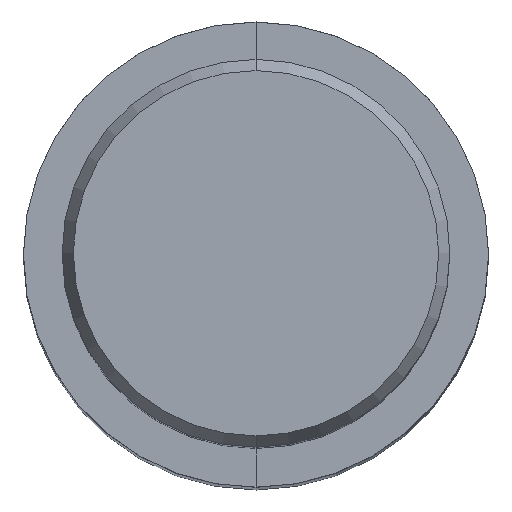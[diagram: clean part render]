
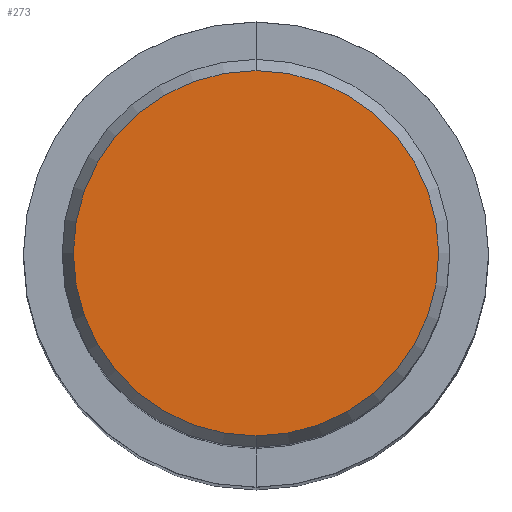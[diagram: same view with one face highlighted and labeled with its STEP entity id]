
A CAD part, top view. The second image highlights one B-rep face of the part: STEP entity #273.
In plain terms, the highlighted planar face has unit normal (0, 0, 1).
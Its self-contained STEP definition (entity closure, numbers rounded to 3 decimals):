
#133=EDGE_CURVE('',#283,#221,#337,.T.);
#221=VERTEX_POINT('',#442);
#273=ADVANCED_FACE('',(#500),#501,.T.);
#283=VERTEX_POINT('',#511);
#295=EDGE_CURVE('',#221,#283,#523,.T.);
#337=CIRCLE('',#563,14.958);
#442=CARTESIAN_POINT('',(0.0,14.958,0.01));
#500=FACE_OUTER_BOUND('',#768,.T.);
#501=PLANE('',#769);
#511=CARTESIAN_POINT('',(0.,-14.958,0.01));
#523=CIRCLE('',#796,14.958);
#563=AXIS2_PLACEMENT_3D('',#830,#831,#832);
#768=EDGE_LOOP('',(#1060,#1061));
#769=AXIS2_PLACEMENT_3D('',#1062,#1063,#1064);
#796=AXIS2_PLACEMENT_3D('',#1067,#1068,#1069);
#830=CARTESIAN_POINT('',(0.0,0.0,0.01));
#831=DIRECTION('',(0.0,0.0,-1.0));
#832=DIRECTION('',(0.0,1.0,0.0));
#1060=ORIENTED_EDGE('',*,*,#295,.F.);
#1061=ORIENTED_EDGE('',*,*,#133,.F.);
#1062=CARTESIAN_POINT('',(0.0,7.479,0.01));
#1063=DIRECTION('',(-0.0,0.0,1.0));
#1064=DIRECTION('',(0.0,-1.0,0.0));
#1067=CARTESIAN_POINT('',(0.0,0.0,0.01));
#1068=DIRECTION('',(0.0,0.0,-1.0));
#1069=DIRECTION('',(0.0,1.0,0.0));
